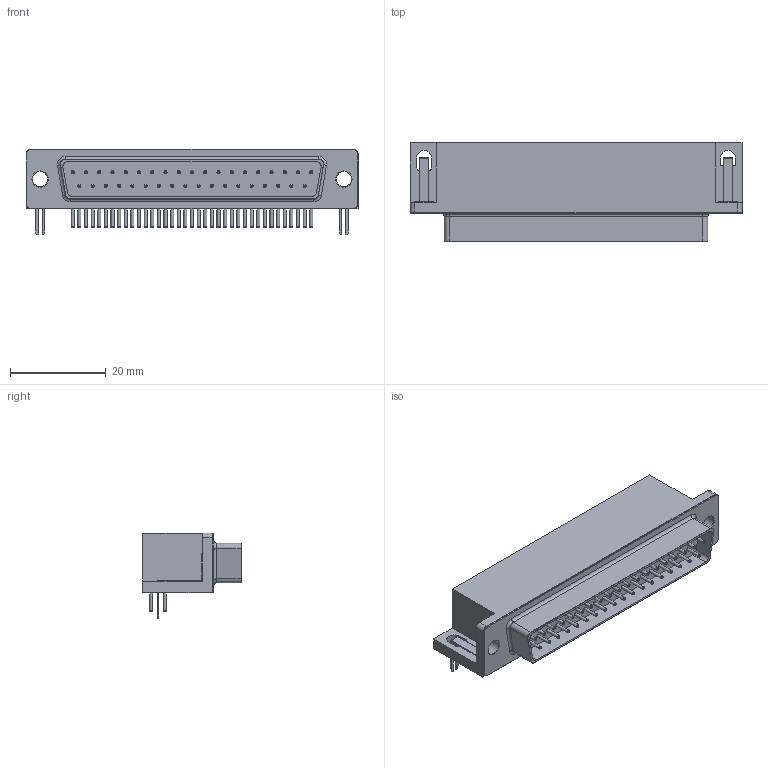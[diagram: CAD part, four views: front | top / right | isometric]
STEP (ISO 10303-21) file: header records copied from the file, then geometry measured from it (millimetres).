
FILE_DESCRIPTION(/* description */ ('model of DSUB-37_Male_Horizontal_P2.77x2.84mm_EdgePinOffset9.90mm_Housed_MountingHolesOffset11.32mm'),/* implementation_level */ '2;1');
FILE_NAME(/* name */ 'DSUB-37_Male_Horizontal_P2.77x2.84mm_EdgePinOffset9.90mm_Housed_MountingHolesOffset11.32mm.step',/* time_stamp */ '2024-02-10T16:30:12',/* author */ ('KiCAD','kicad'),/* organization */ ('OCCT'),/* preprocessor_version */ '',/* originating_system */ 'KiCAD',/* authorisation */ '');
FILE_SCHEMA(('AUTOMOTIVE_DESIGN { 1 0 10303 214 1 1 1 1 }'));
Length unit declared in the file: millimetre
Products named in the file (1): DSUB-37_Male_Horizontal_P2.77x2.84mm_EdgePinOffset9.90mm_Housed_
MountingHolesOffset11.32mm
Bounding box: 69.4 x 20.64 x 17.9 mm (x, y, z)
Volume: 12645.1 mm3; surface area: 6640.9 mm2
Topology: 1 solids, 2 shells, 385 faces, 809 edges, 502 vertices
Faces by surface type: plane 147, cylinder 146, torus 84, cone 4, revolution 4
Full cylindrical faces by diameter (mm): 0.64 x111, 3.2 x2, 4 x2
Entity records: 16058 total; most frequent: CARTESIAN_POINT 2141, DIRECTION 2037, ORIENTED_EDGE 1618, AXIS2_PLACEMENT_3D 846, EDGE_CURVE 809, PRESENTATION_STYLE_ASSIGNMENT 563, SURFACE_STYLE_USAGE 563, SURFACE_SIDE_STYLE 563
